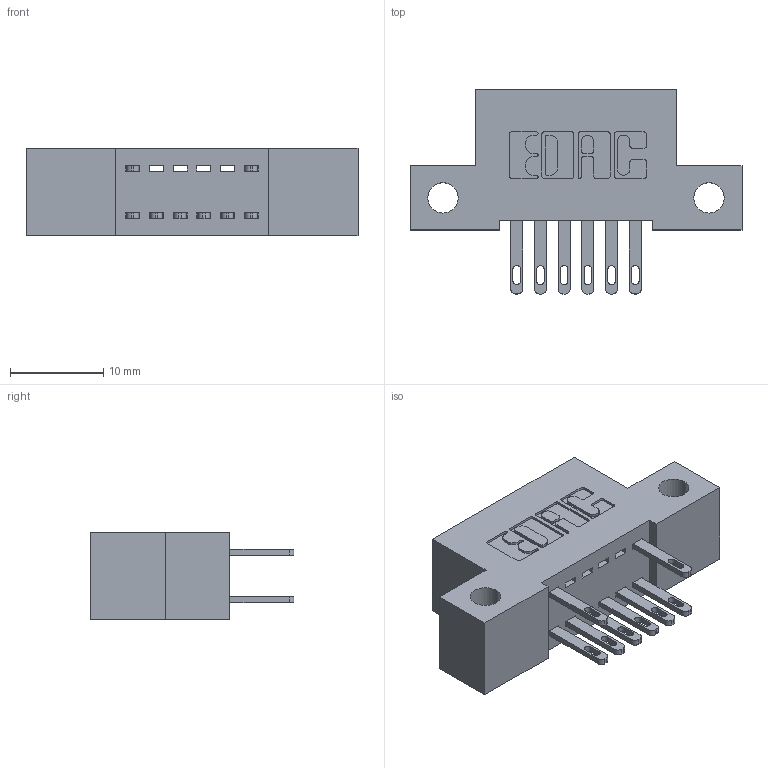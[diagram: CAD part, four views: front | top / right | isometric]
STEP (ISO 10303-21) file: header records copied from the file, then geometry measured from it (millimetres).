
FILE_DESCRIPTION (( 'STEP AP203' ), '1' );
FILE_NAME ('342-012-500-212.STEP', '2018-08-10T14:50:45', ( '' ), ( '' ), 'SwSTEP 2.0', 'SolidWorks 2016', '' );
FILE_SCHEMA (( 'CONFIG_CONTROL_DESIGN' ));
Length unit declared in the file: inch
Products named in the file (3): 342-012-500-212; 342 Part_Side Mount; 345-292-001_345-293-100
Assembly tree (9 placements, depth 2):
  342-012-500-212
    342 Part_Side Mount
    345-292-001_345-293-100  x8
Bounding box: 35.56 x 21.85 x 9.4 mm (x, y, z)
Volume: 2939.2 mm3; surface area: 3615.1 mm2
Topology: 9 solids, 9 shells, 518 faces, 1559 edges, 1038 vertices
Faces by surface type: plane 330, cylinder 188
Entity records: 8189 total; most frequent: CARTESIAN_POINT 1414, ORIENTED_EDGE 1354, DIRECTION 1269, EDGE_CURVE 677, LINE 545, VECTOR 545, VERTEX_POINT 450, AXIS2_PLACEMENT_3D 362
